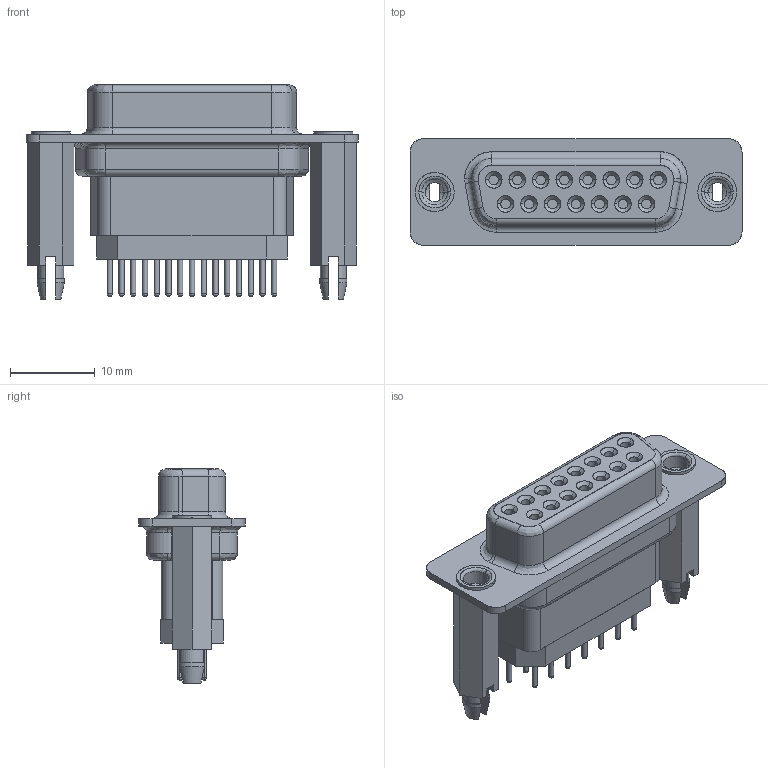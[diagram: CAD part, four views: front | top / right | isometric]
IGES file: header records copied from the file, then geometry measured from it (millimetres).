
Start section: SolidWorks IGES file using analytic representation for surfaces
Global section: file name: CKelleher'KF88X-AC-15S-BR_rA3.IGS; native system: SolidWorks 2007; preprocessor: SolidWorks 2007; author: Ckelleher; date: 120202.141922; units: millimetre
Bounding box: 39.14 x 12.55 x 25.25 mm (x, y, z)
Surface area: 3674.2 mm2 (no closed solid volume)
Topology: 0 solids, 0 shells, 355 faces, 3510 edges, 3480 vertices
Faces by surface type: revolution 230, bspline 125
